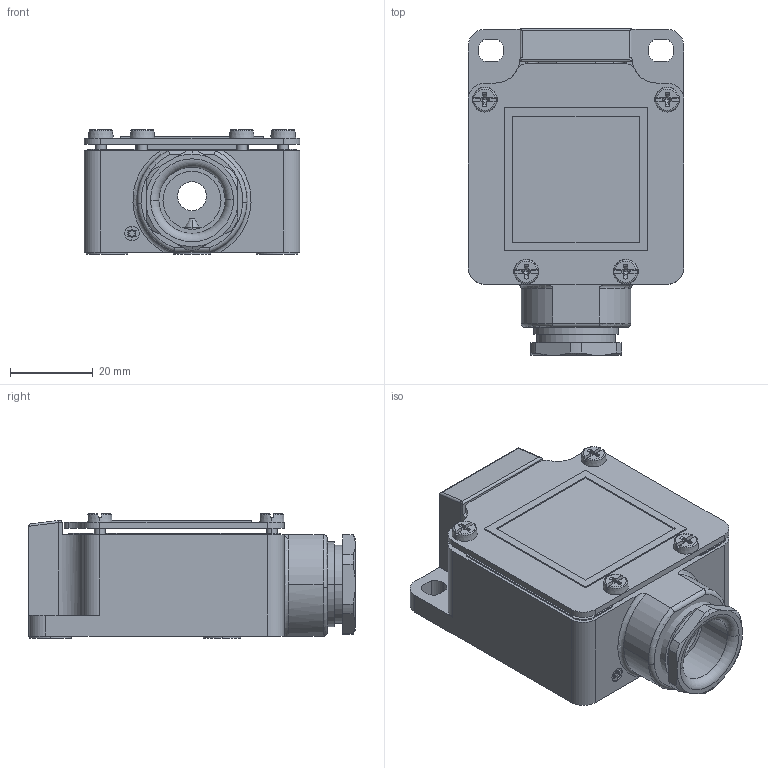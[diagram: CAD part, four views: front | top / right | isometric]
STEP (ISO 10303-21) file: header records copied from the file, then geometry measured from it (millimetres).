
FILE_DESCRIPTION(('STEP AP242'),'1');
FILE_NAME('switch_zckl1.stp','2020-10-21T14:32:14',('TraceParts'),('TraceParts S.A.'),'Spatial InterOp 3D',' ',' ');
FILE_SCHEMA(('AP242_MANAGED_MODEL_BASED_3D_ENGINEERING_MIM_LF {1 0 10303 442 1 1 4}'));
Length unit declared in the file: millimetre
Products named in the file (1): switch_zckl1_1
Bounding box: 52 x 78.7 x 30 mm (x, y, z)
Volume: 28456.5 mm3; surface area: 28812.6 mm2
Topology: 10 solids, 10 shells, 660 faces, 1763 edges, 1146 vertices
Faces by surface type: plane 346, cylinder 173, cone 101, torus 30, bspline 10
Entity records: 24410 total; most frequent: CARTESIAN_POINT 7884, ORIENTED_EDGE 3492, DIRECTION 3384, EDGE_CURVE 1746, AXIS2_PLACEMENT_3D 1195, VERTEX_POINT 1146, LINE 994, VECTOR 994
